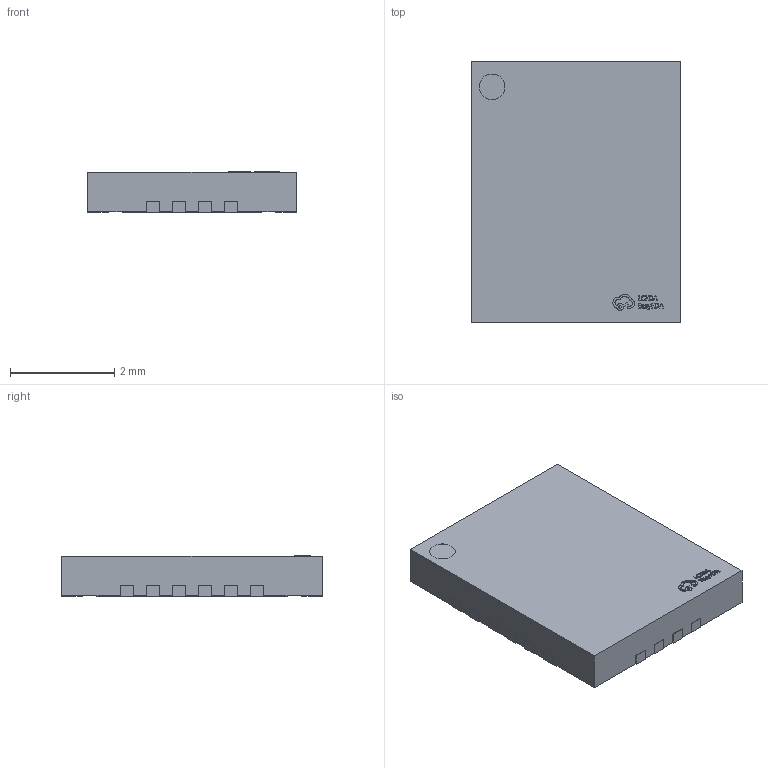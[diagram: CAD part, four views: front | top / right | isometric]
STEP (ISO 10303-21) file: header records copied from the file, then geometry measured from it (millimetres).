
FILE_DESCRIPTION (( 'STEP AP214' ), '1' );
FILE_NAME ('QFN-20_L5.0-W4.0-H0.8-P0.50-BL.step', '2022-07-15T03:00:11', ( '' ), ( '' ), 'SwSTEP 2.0', 'SolidWorks 2020', '' );
FILE_SCHEMA (( 'AUTOMOTIVE_DESIGN' ));
Length unit declared in the file: millimetre
Products named in the file (1): QFN-20_L5.0-W4.0-H0.8-P0.50-BL
Bounding box: 4.02 x 5.02 x 0.77 mm (x, y, z)
Volume: 15.1 mm3; surface area: 54.1 mm2
Topology: 1 solids, 1 shells, 427 faces, 1191 edges, 794 vertices
Faces by surface type: plane 283, bspline 112, cylinder 32
Entity records: 19512 total; most frequent: CARTESIAN_POINT 4517, ORIENTED_EDGE 2382, DIRECTION 1659, EDGE_CURVE 1191, VECTOR 899, LINE 899, VERTEX_POINT 794, EDGE_LOOP 455
